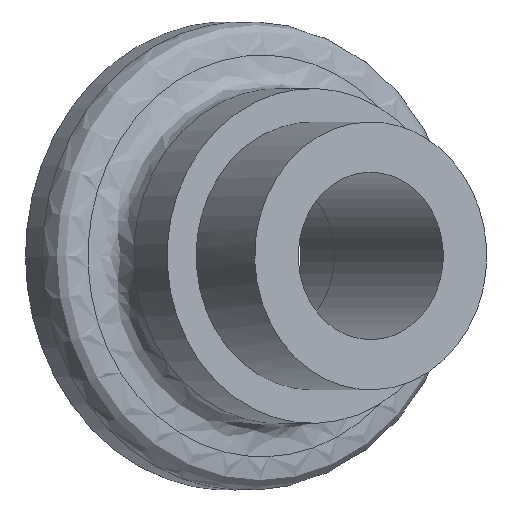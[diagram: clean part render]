
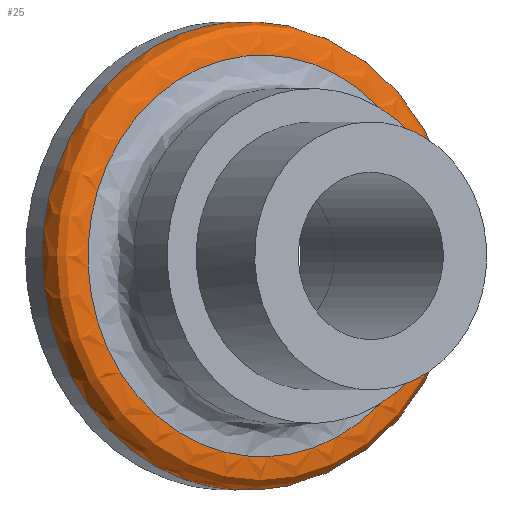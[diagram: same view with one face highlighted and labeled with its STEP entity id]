
A CAD part, left-side view. The second image highlights one B-rep face of the part: STEP entity #25.
In plain terms, the highlighted free-form (B-spline) face has degree [5, 2] with [6, 9] control points.
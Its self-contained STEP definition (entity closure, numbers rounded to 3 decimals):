
#25=ADVANCED_FACE('',(#35),#128,.T.);
#35=FACE_OUTER_BOUND('',#48,.T.);
#48=EDGE_LOOP('',(#76,#77,#78,#79));
#76=ORIENTED_EDGE('',*,*,#98,.T.);
#77=ORIENTED_EDGE('',*,*,#99,.F.);
#78=ORIENTED_EDGE('',*,*,#98,.F.);
#79=ORIENTED_EDGE('',*,*,#96,.F.);
#96=EDGE_CURVE('',#125,#125,#115,.T.);
#98=EDGE_CURVE('',#125,#127,#101,.T.);
#99=EDGE_CURVE('',#127,#127,#117,.T.);
#101=B_SPLINE_CURVE_WITH_KNOTS('',5,(#469,#470,#471,#472,#473,#474),
 .UNSPECIFIED.,.F.,.F.,(6,6),(0.,1.909),.UNSPECIFIED.);
#115=(
BOUNDED_CURVE()
B_SPLINE_CURVE(2,(#451,#452,#453,#454,#455,#456,#457,#458,#459),
 .UNSPECIFIED.,.T.,.F.)
B_SPLINE_CURVE_WITH_KNOTS((3,2,2,2,3),(0.,9.425,
18.849,28.274,37.698),.UNSPECIFIED.)
CURVE()
GEOMETRIC_REPRESENTATION_ITEM()
RATIONAL_B_SPLINE_CURVE((1.,0.707,1.,0.707,1.,0.707,
1.,0.707,1.))
REPRESENTATION_ITEM('')
);
#117=(
BOUNDED_CURVE()
B_SPLINE_CURVE(2,(#475,#476,#477,#478,#479,#480,#481,#482,#483),
 .UNSPECIFIED.,.T.,.F.)
B_SPLINE_CURVE_WITH_KNOTS((3,2,2,2,3),(-37.698,-28.274,
-18.849,-9.425,0.),.UNSPECIFIED.)
CURVE()
GEOMETRIC_REPRESENTATION_ITEM()
RATIONAL_B_SPLINE_CURVE((1.,0.707,1.,0.707,1.,0.707,
1.,0.707,1.))
REPRESENTATION_ITEM('')
);
#125=VERTEX_POINT('',#371);
#127=VERTEX_POINT('',#373);
#128=(
BOUNDED_SURFACE()
B_SPLINE_SURFACE(5,2,((#256,#257,#258,#259,#260,#261,#262,#263,#264),(#265,
#266,#267,#268,#269,#270,#271,#272,#273),(#274,#275,#276,#277,#278,#279,
#280,#281,#282),(#283,#284,#285,#286,#287,#288,#289,#290,#291),(#292,#293,
#294,#295,#296,#297,#298,#299,#300),(#301,#302,#303,#304,#305,#306,#307,
#308,#309)),.UNSPECIFIED.,.F.,.F.,.F.)
B_SPLINE_SURFACE_WITH_KNOTS((6,6),(3,2,2,2,3),(0.,1.909),(0.,
9.425,18.849,28.274,37.698),
 .UNSPECIFIED.)
GEOMETRIC_REPRESENTATION_ITEM()
RATIONAL_B_SPLINE_SURFACE(((1.,0.707,1.,0.707,1.,
0.707,1.,0.707,1.),(1.,0.707,1.,0.707,
1.,0.707,1.,0.707,1.),(1.,0.707,1.,
0.707,1.,0.707,1.,0.707,1.),(1.,0.707,
1.,0.707,1.,0.707,1.,0.707,1.),(1.,
0.707,1.,0.707,1.,0.707,1.,0.707,
1.),(1.,0.707,1.,0.707,1.,0.707,1.,
0.707,1.)))
REPRESENTATION_ITEM('')
SURFACE()
);
#256=CARTESIAN_POINT('',(97.031,47.938,-7.));
#257=CARTESIAN_POINT('',(97.031,47.938,-14.));
#258=CARTESIAN_POINT('',(93.531,54.,-14.));
#259=CARTESIAN_POINT('',(90.031,60.062,-14.));
#260=CARTESIAN_POINT('',(90.031,60.062,-7.));
#261=CARTESIAN_POINT('',(90.031,60.062,0.));
#262=CARTESIAN_POINT('',(93.531,54.,0.));
#263=CARTESIAN_POINT('',(97.031,47.938,0.));
#264=CARTESIAN_POINT('',(97.031,47.938,-7.));
#265=CARTESIAN_POINT('',(96.684,47.738,-7.));
#266=CARTESIAN_POINT('',(96.684,47.738,-14.));
#267=CARTESIAN_POINT('',(93.184,53.8,-14.));
#268=CARTESIAN_POINT('',(89.684,59.862,-14.));
#269=CARTESIAN_POINT('',(89.684,59.862,-7.));
#270=CARTESIAN_POINT('',(89.684,59.862,0.));
#271=CARTESIAN_POINT('',(93.184,53.8,0.));
#272=CARTESIAN_POINT('',(96.684,47.738,0.));
#273=CARTESIAN_POINT('',(96.684,47.738,-7.));
#274=CARTESIAN_POINT('',(96.338,47.538,-7.));
#275=CARTESIAN_POINT('',(96.338,47.538,-14.));
#276=CARTESIAN_POINT('',(92.838,53.6,-14.));
#277=CARTESIAN_POINT('',(89.338,59.662,-14.));
#278=CARTESIAN_POINT('',(89.338,59.662,-7.));
#279=CARTESIAN_POINT('',(89.338,59.662,0.));
#280=CARTESIAN_POINT('',(92.838,53.6,0.));
#281=CARTESIAN_POINT('',(96.338,47.538,0.));
#282=CARTESIAN_POINT('',(96.338,47.538,-7.));
#283=CARTESIAN_POINT('',(96.065,47.611,-7.));
#284=CARTESIAN_POINT('',(96.065,47.611,-13.8));
#285=CARTESIAN_POINT('',(92.665,53.5,-13.8));
#286=CARTESIAN_POINT('',(89.265,59.389,-13.8));
#287=CARTESIAN_POINT('',(89.265,59.389,-7.));
#288=CARTESIAN_POINT('',(89.265,59.389,-0.2));
#289=CARTESIAN_POINT('',(92.665,53.5,-0.2));
#290=CARTESIAN_POINT('',(96.065,47.611,-0.2));
#291=CARTESIAN_POINT('',(96.065,47.611,-7.));
#292=CARTESIAN_POINT('',(95.865,47.957,-7.));
#293=CARTESIAN_POINT('',(95.865,47.957,-13.4));
#294=CARTESIAN_POINT('',(92.665,53.5,-13.4));
#295=CARTESIAN_POINT('',(89.465,59.043,-13.4));
#296=CARTESIAN_POINT('',(89.465,59.043,-7.));
#297=CARTESIAN_POINT('',(89.465,59.043,-0.6));
#298=CARTESIAN_POINT('',(92.665,53.5,-0.6));
#299=CARTESIAN_POINT('',(95.865,47.957,-0.6));
#300=CARTESIAN_POINT('',(95.865,47.957,-7.));
#301=CARTESIAN_POINT('',(95.665,48.304,-7.));
#302=CARTESIAN_POINT('',(95.665,48.304,-13.));
#303=CARTESIAN_POINT('',(92.665,53.5,-13.));
#304=CARTESIAN_POINT('',(89.665,58.696,-13.));
#305=CARTESIAN_POINT('',(89.665,58.696,-7.));
#306=CARTESIAN_POINT('',(89.665,58.696,-1.));
#307=CARTESIAN_POINT('',(92.665,53.5,-1.));
#308=CARTESIAN_POINT('',(95.665,48.304,-1.));
#309=CARTESIAN_POINT('',(95.665,48.304,-7.));
#371=CARTESIAN_POINT('',(97.031,47.938,-7.));
#373=CARTESIAN_POINT('',(95.665,48.304,-7.));
#451=CARTESIAN_POINT('',(97.031,47.938,-7.));
#452=CARTESIAN_POINT('',(97.031,47.938,-14.));
#453=CARTESIAN_POINT('',(93.531,54.,-14.));
#454=CARTESIAN_POINT('',(90.031,60.062,-14.));
#455=CARTESIAN_POINT('',(90.031,60.062,-7.));
#456=CARTESIAN_POINT('',(90.031,60.062,0.));
#457=CARTESIAN_POINT('',(93.531,54.,0.));
#458=CARTESIAN_POINT('',(97.031,47.938,0.));
#459=CARTESIAN_POINT('',(97.031,47.938,-7.));
#469=CARTESIAN_POINT('',(97.031,47.938,-7.));
#470=CARTESIAN_POINT('',(96.684,47.738,-7.));
#471=CARTESIAN_POINT('',(96.338,47.538,-7.));
#472=CARTESIAN_POINT('',(96.065,47.611,-7.));
#473=CARTESIAN_POINT('',(95.865,47.957,-7.));
#474=CARTESIAN_POINT('',(95.665,48.304,-7.));
#475=CARTESIAN_POINT('',(95.665,48.304,-7.));
#476=CARTESIAN_POINT('',(95.665,48.304,-1.));
#477=CARTESIAN_POINT('',(92.665,53.5,-1.));
#478=CARTESIAN_POINT('',(89.665,58.696,-1.));
#479=CARTESIAN_POINT('',(89.665,58.696,-7.));
#480=CARTESIAN_POINT('',(89.665,58.696,-13.));
#481=CARTESIAN_POINT('',(92.665,53.5,-13.));
#482=CARTESIAN_POINT('',(95.665,48.304,-13.));
#483=CARTESIAN_POINT('',(95.665,48.304,-7.));
